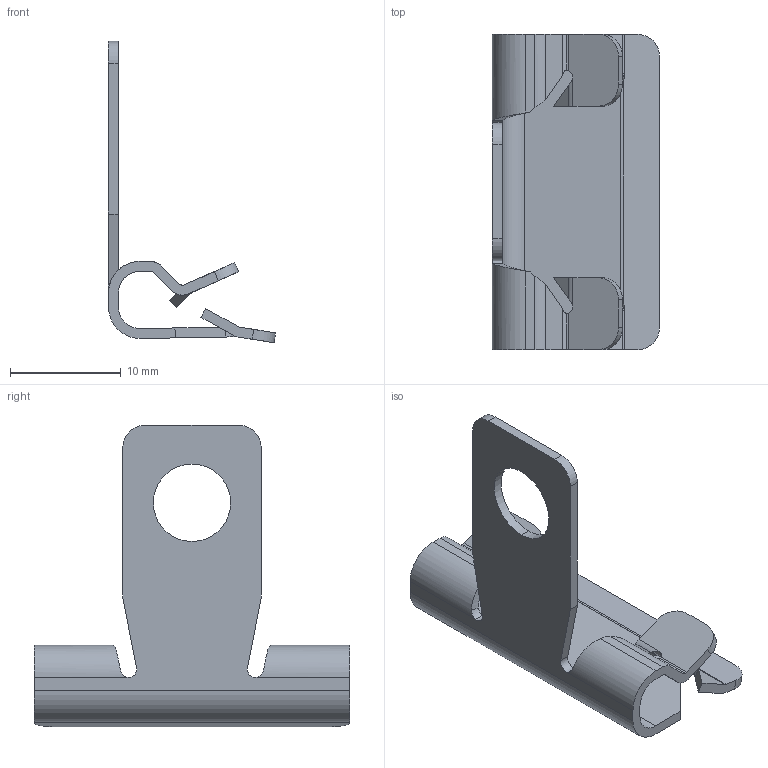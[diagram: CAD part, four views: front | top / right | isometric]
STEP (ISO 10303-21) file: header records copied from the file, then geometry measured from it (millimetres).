
FILE_DESCRIPTION (( 'STEP AP214' ), '1' );
FILE_NAME ('1483601.stp', '2017-08-08T12:46:41', ( '' ), ( '' ), 'SwSTEP 2.0', 'SolidWorks 2016', '' );
FILE_SCHEMA (( 'AUTOMOTIVE_DESIGN' ));
Length unit declared in the file: millimetre
Products named in the file (1): 1483601
Bounding box: 15.11 x 28.5 x 27.24 mm (x, y, z)
Volume: 789.4 mm3; surface area: 1974.5 mm2
Topology: 1 solids, 1 shells, 120 faces, 306 edges, 188 vertices
Faces by surface type: plane 52, cylinder 48, bspline 20
Entity records: 4000 total; most frequent: CARTESIAN_POINT 1183, ORIENTED_EDGE 612, DIRECTION 524, EDGE_CURVE 306, LINE 194, VECTOR 194, VERTEX_POINT 188, AXIS2_PLACEMENT_3D 165
